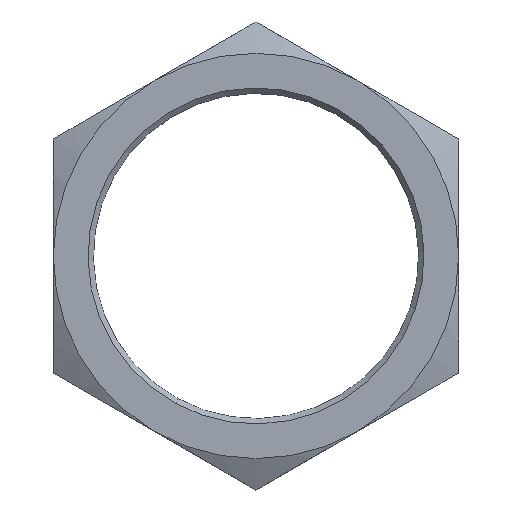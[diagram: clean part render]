
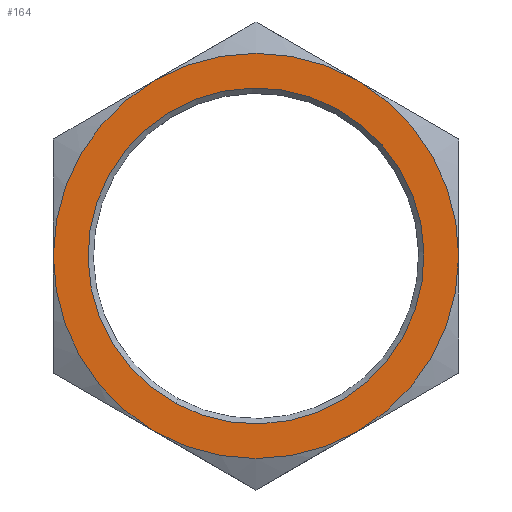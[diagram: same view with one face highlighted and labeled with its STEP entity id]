
A CAD part, top view. The second image highlights one B-rep face of the part: STEP entity #164.
In plain terms, the highlighted planar face has unit normal (0, 0, 1).
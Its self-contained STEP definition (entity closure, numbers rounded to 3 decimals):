
#39=AXIS2_PLACEMENT_3D('Circle Axis2P3D',#37,#38,$) ;
#74=AXIS2_PLACEMENT_3D('Circle Axis2P3D',#72,#73,$) ;
#92=AXIS2_PLACEMENT_3D('Plane Axis2P3D',#89,#90,#91) ;
#96=AXIS2_PLACEMENT_3D('Circle Axis2P3D',#94,#95,$) ;
#105=AXIS2_PLACEMENT_3D('Circle Axis2P3D',#103,#104,$) ;
#112=AXIS2_PLACEMENT_3D('Circle Axis2P3D',#110,#111,$) ;
#119=AXIS2_PLACEMENT_3D('Circle Axis2P3D',#117,#118,$) ;
#126=AXIS2_PLACEMENT_3D('Circle Axis2P3D',#124,#125,$) ;
#133=AXIS2_PLACEMENT_3D('Circle Axis2P3D',#131,#132,$) ;
#140=AXIS2_PLACEMENT_3D('Circle Axis2P3D',#138,#139,$) ;
#147=AXIS2_PLACEMENT_3D('Circle Axis2P3D',#145,#146,$) ;
#37=CARTESIAN_POINT('Axis2P3D Location',(19.,21.939,4.8)) ;
#41=CARTESIAN_POINT('Vertex',(26.551,35.761,4.8)) ;
#43=CARTESIAN_POINT('Vertex',(11.449,8.117,4.8)) ;
#72=CARTESIAN_POINT('Axis2P3D Location',(19.,21.939,4.8)) ;
#89=CARTESIAN_POINT('Axis2P3D Location',(19.,21.939,4.8)) ;
#94=CARTESIAN_POINT('Axis2P3D Location',(19.,21.939,4.8)) ;
#98=CARTESIAN_POINT('Vertex',(0.,21.939,4.8)) ;
#100=CARTESIAN_POINT('Vertex',(9.114,5.714,4.8)) ;
#103=CARTESIAN_POINT('Axis2P3D Location',(19.,21.939,4.8)) ;
#107=CARTESIAN_POINT('Vertex',(9.5,5.485,4.8)) ;
#110=CARTESIAN_POINT('Axis2P3D Location',(19.,21.939,4.8)) ;
#114=CARTESIAN_POINT('Vertex',(28.5,5.485,4.8)) ;
#117=CARTESIAN_POINT('Axis2P3D Location',(19.,21.939,4.8)) ;
#121=CARTESIAN_POINT('Vertex',(38.,21.939,4.8)) ;
#124=CARTESIAN_POINT('Axis2P3D Location',(19.,21.939,4.8)) ;
#128=CARTESIAN_POINT('Vertex',(28.886,38.165,4.8)) ;
#131=CARTESIAN_POINT('Axis2P3D Location',(19.,21.939,4.8)) ;
#135=CARTESIAN_POINT('Vertex',(28.5,38.394,4.8)) ;
#138=CARTESIAN_POINT('Axis2P3D Location',(19.,21.939,4.8)) ;
#142=CARTESIAN_POINT('Vertex',(9.5,38.394,4.8)) ;
#145=CARTESIAN_POINT('Axis2P3D Location',(19.,21.939,4.8)) ;
#38=DIRECTION('Axis2P3D Direction',(0.,0.,1.)) ;
#73=DIRECTION('Axis2P3D Direction',(0.,0.,1.)) ;
#90=DIRECTION('Axis2P3D Direction',(0.,0.,1.)) ;
#91=DIRECTION('Axis2P3D XDirection',(0.,1.,0.)) ;
#95=DIRECTION('Axis2P3D Direction',(0.,0.,1.)) ;
#104=DIRECTION('Axis2P3D Direction',(0.,0.,1.)) ;
#111=DIRECTION('Axis2P3D Direction',(0.,0.,1.)) ;
#118=DIRECTION('Axis2P3D Direction',(0.,0.,1.)) ;
#125=DIRECTION('Axis2P3D Direction',(0.,0.,1.)) ;
#132=DIRECTION('Axis2P3D Direction',(0.,0.,1.)) ;
#139=DIRECTION('Axis2P3D Direction',(0.,0.,1.)) ;
#146=DIRECTION('Axis2P3D Direction',(0.,0.,1.)) ;
#151=ORIENTED_EDGE('',*,*,#102,.T.) ;
#152=ORIENTED_EDGE('',*,*,#109,.T.) ;
#153=ORIENTED_EDGE('',*,*,#116,.T.) ;
#154=ORIENTED_EDGE('',*,*,#123,.T.) ;
#155=ORIENTED_EDGE('',*,*,#130,.T.) ;
#156=ORIENTED_EDGE('',*,*,#137,.T.) ;
#157=ORIENTED_EDGE('',*,*,#144,.T.) ;
#158=ORIENTED_EDGE('',*,*,#149,.T.) ;
#161=ORIENTED_EDGE('',*,*,#76,.F.) ;
#162=ORIENTED_EDGE('',*,*,#45,.F.) ;
#163=FACE_BOUND('',#160,.T.) ;
#164=ADVANCED_FACE('Koerper.2',(#159,#163),#93,.T.) ;
#40=CIRCLE('generated circle',#39,15.75) ;
#75=CIRCLE('generated circle',#74,15.75) ;
#97=CIRCLE('generated circle',#96,19.) ;
#106=CIRCLE('generated circle',#105,19.) ;
#113=CIRCLE('generated circle',#112,19.) ;
#120=CIRCLE('generated circle',#119,19.) ;
#127=CIRCLE('generated circle',#126,19.) ;
#134=CIRCLE('generated circle',#133,19.) ;
#141=CIRCLE('generated circle',#140,19.) ;
#148=CIRCLE('generated circle',#147,19.) ;
#45=EDGE_CURVE('',#42,#44,#40,.T.) ;
#76=EDGE_CURVE('',#44,#42,#75,.T.) ;
#102=EDGE_CURVE('',#99,#101,#97,.T.) ;
#109=EDGE_CURVE('',#101,#108,#106,.T.) ;
#116=EDGE_CURVE('',#108,#115,#113,.T.) ;
#123=EDGE_CURVE('',#115,#122,#120,.T.) ;
#130=EDGE_CURVE('',#122,#129,#127,.T.) ;
#137=EDGE_CURVE('',#129,#136,#134,.T.) ;
#144=EDGE_CURVE('',#136,#143,#141,.T.) ;
#149=EDGE_CURVE('',#143,#99,#148,.T.) ;
#150=EDGE_LOOP('',(#151,#152,#153,#154,#155,#156,#157,#158)) ;
#160=EDGE_LOOP('',(#161,#162)) ;
#159=FACE_OUTER_BOUND('',#150,.T.) ;
#93=PLANE('',#92) ;
#42=VERTEX_POINT('',#41) ;
#44=VERTEX_POINT('',#43) ;
#99=VERTEX_POINT('',#98) ;
#101=VERTEX_POINT('',#100) ;
#108=VERTEX_POINT('',#107) ;
#115=VERTEX_POINT('',#114) ;
#122=VERTEX_POINT('',#121) ;
#129=VERTEX_POINT('',#128) ;
#136=VERTEX_POINT('',#135) ;
#143=VERTEX_POINT('',#142) ;
